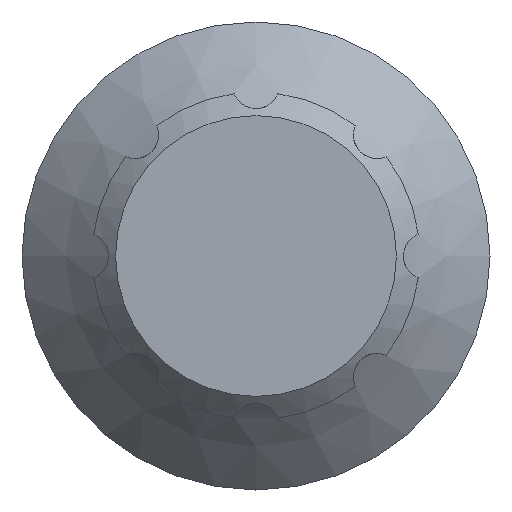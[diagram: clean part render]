
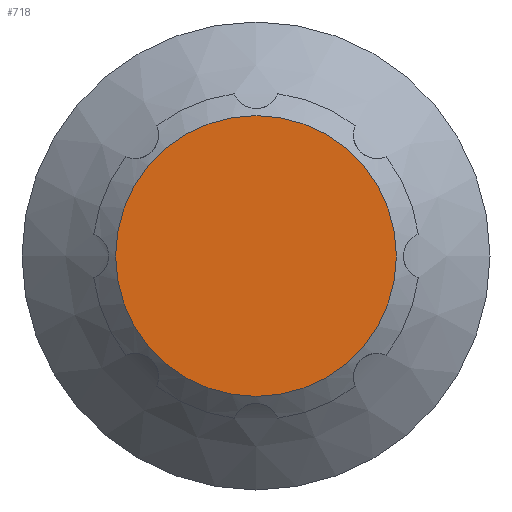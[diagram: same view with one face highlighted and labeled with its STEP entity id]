
A CAD part, front view. The second image highlights one B-rep face of the part: STEP entity #718.
In plain terms, the highlighted planar face has unit normal (0, -1, 0).
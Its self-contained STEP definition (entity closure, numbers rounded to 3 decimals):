
#181=FACE_OUTER_BOUND('',#223,.T.);
#223=EDGE_LOOP('',(#569));
#264=CIRCLE('',#794,6.);
#319=VERTEX_POINT('',#1167);
#409=EDGE_CURVE('',#319,#319,#264,.T.);
#569=ORIENTED_EDGE('',*,*,#409,.F.);
#697=PLANE('',#793);
#718=ADVANCED_FACE('',(#181),#697,.F.);
#793=AXIS2_PLACEMENT_3D('',#1166,#939,#940);
#794=AXIS2_PLACEMENT_3D('',#1168,#941,#942);
#939=DIRECTION('center_axis',(0.,1.,0.));
#940=DIRECTION('ref_axis',(1.,0.,0.));
#941=DIRECTION('center_axis',(0.,1.,0.));
#942=DIRECTION('ref_axis',(1.,0.,0.));
#1166=CARTESIAN_POINT('Origin',(0.,0.,0.));
#1167=CARTESIAN_POINT('',(-6.,0.,0.));
#1168=CARTESIAN_POINT('Origin',(0.,0.,0.));
